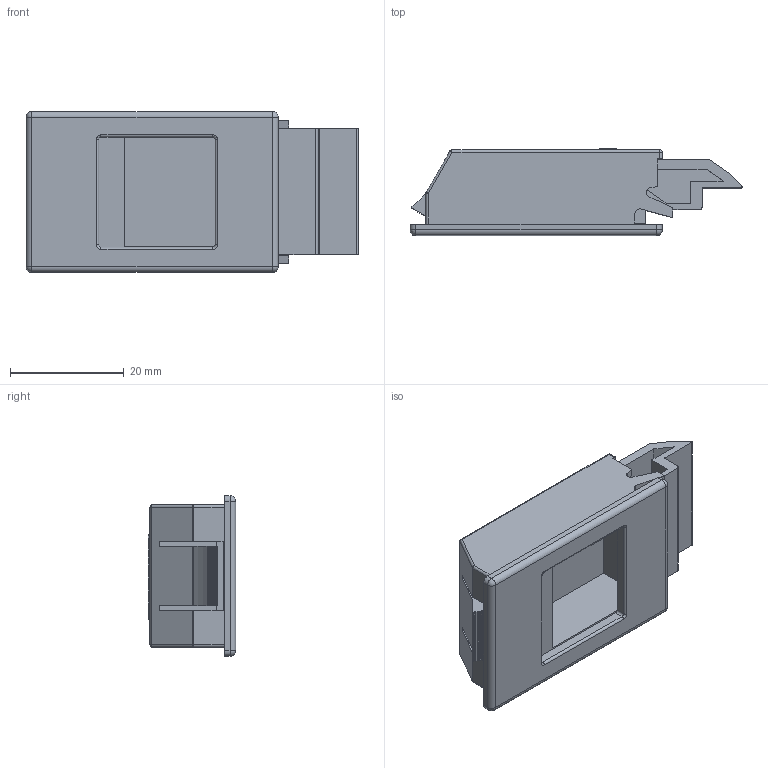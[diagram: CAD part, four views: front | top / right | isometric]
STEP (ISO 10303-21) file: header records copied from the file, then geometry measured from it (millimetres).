
FILE_DESCRIPTION(('STEP AP214'),'1');
FILE_NAME('271.step','2015-08-03T10:57:48',(' '),(' '),'Spatial InterOp 3D',' ',' ');
FILE_SCHEMA(('automotive_design'));
Length unit declared in the file: millimetre
Products named in the file (2): _53; _203
Bounding box: 58.47 x 15.4 x 28.35 mm (x, y, z)
Volume: 8450.4 mm3; surface area: 11297.7 mm2
Topology: 2 solids, 2 shells, 242 faces, 648 edges, 410 vertices
Faces by surface type: plane 143, cylinder 60, extrusion 16, torus 13, sphere 10
Full cylindrical faces by diameter (mm): 2 x1
Entity records: 10695 total; most frequent: CARTESIAN_POINT 2721, ORIENTED_EDGE 1268, DIRECTION 1201, EDGE_CURVE 634, VECTOR 467, LINE 451, VERTEX_POINT 409, AXIS2_PLACEMENT_3D 367
